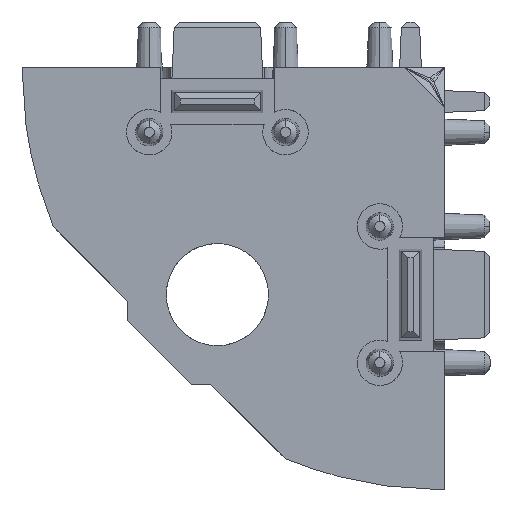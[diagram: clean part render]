
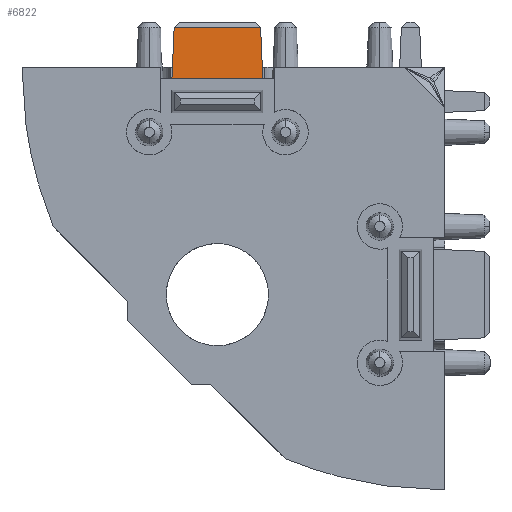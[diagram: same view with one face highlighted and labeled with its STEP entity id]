
A CAD part, left-side view. The second image highlights one B-rep face of the part: STEP entity #6822.
In plain terms, the highlighted planar face has unit normal (-0.999, 0, 0.044).
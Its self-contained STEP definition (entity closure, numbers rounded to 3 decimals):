
#138 = ORIENTED_EDGE ( 'NONE', *, *, #1007, .T. ) ;
#231 = ORIENTED_EDGE ( 'NONE', *, *, #7910, .F. ) ;
#313 = LINE ( 'NONE', #5003, #6452 ) ;
#371 = FACE_OUTER_BOUND ( 'NONE', #4557, .T. ) ;
#658 = EDGE_CURVE ( 'NONE', #7165, #4229, #6966, .T. ) ;
#928 = VERTEX_POINT ( 'NONE', #3464 ) ;
#1007 = EDGE_CURVE ( 'NONE', #928, #1844, #2273, .T. ) ;
#1174 = ORIENTED_EDGE ( 'NONE', *, *, #7728, .T. ) ;
#1844 = VERTEX_POINT ( 'NONE', #4684 ) ;
#2070 = DIRECTION ( 'NONE',  ( 0.044, -0.044, 0.998 ) ) ;
#2071 = DIRECTION ( 'NONE',  ( 0.044, 0., 0.999 ) ) ;
#2088 = CARTESIAN_POINT ( 'NONE',  ( 2., 24., -1. ) ) ;
#2098 = DIRECTION ( 'NONE',  ( -0.999, 0., 0.044 ) ) ;
#2273 = LINE ( 'NONE', #2678, #7458 ) ;
#2308 = PLANE ( 'NONE',  #8144 ) ;
#2338 = CARTESIAN_POINT ( 'NONE',  ( 2., 24., -1. ) ) ;
#2461 = CARTESIAN_POINT ( 'NONE',  ( 2., 24., -1. ) ) ;
#2464 = CARTESIAN_POINT ( 'NONE',  ( 2.196, 23.804, 3.5 ) ) ;
#2654 = DIRECTION ( 'NONE',  ( 0.044, 0.044, 0.998 ) ) ;
#2678 = CARTESIAN_POINT ( 'NONE',  ( 2., 16., -1. ) ) ;
#3031 = DIRECTION ( 'NONE',  ( 0., 1., 0. ) ) ;
#3120 = CARTESIAN_POINT ( 'NONE',  ( 2.196, 24., 3.5 ) ) ;
#3464 = CARTESIAN_POINT ( 'NONE',  ( 2., 16., -1. ) ) ;
#4229 = VERTEX_POINT ( 'NONE', #2464 ) ;
#4557 = EDGE_LOOP ( 'NONE', ( #8376, #231, #138, #1174 ) ) ;
#4684 = CARTESIAN_POINT ( 'NONE',  ( 2.196, 16.196, 3.5 ) ) ;
#5003 = CARTESIAN_POINT ( 'NONE',  ( 2., 26., -1. ) ) ;
#5396 = DIRECTION ( 'NONE',  ( 0., 1., 0. ) ) ;
#5885 = LINE ( 'NONE', #3120, #6646 ) ;
#6452 = VECTOR ( 'NONE', #5396, 1000. ) ;
#6646 = VECTOR ( 'NONE', #3031, 1000. ) ;
#6822 = ADVANCED_FACE ( 'NONE', ( #371 ), #2308, .T. ) ;
#6955 = VECTOR ( 'NONE', #2070, 1000. ) ;
#6966 = LINE ( 'NONE', #2088, #6955 ) ;
#7165 = VERTEX_POINT ( 'NONE', #2461 ) ;
#7458 = VECTOR ( 'NONE', #2654, 1000. ) ;
#7728 = EDGE_CURVE ( 'NONE', #1844, #4229, #5885, .T. ) ;
#7910 = EDGE_CURVE ( 'NONE', #928, #7165, #313, .T. ) ;
#8144 = AXIS2_PLACEMENT_3D ( 'NONE', #2338, #2098, #2071 ) ;
#8376 = ORIENTED_EDGE ( 'NONE', *, *, #658, .F. ) ;
